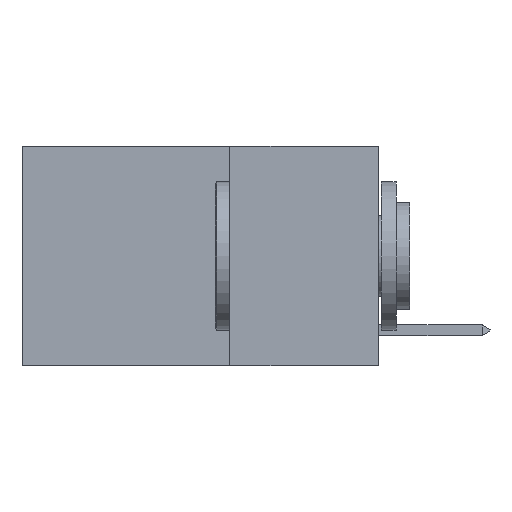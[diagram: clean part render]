
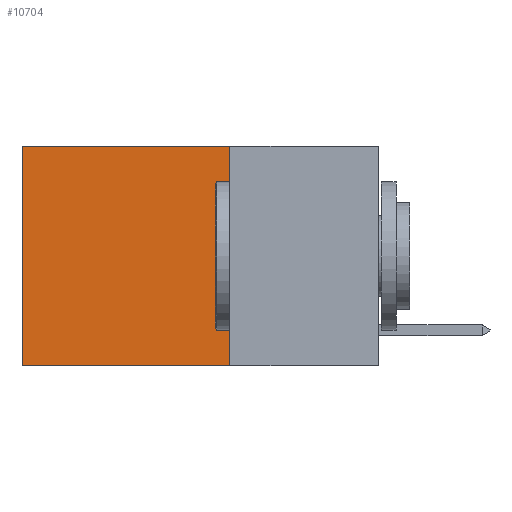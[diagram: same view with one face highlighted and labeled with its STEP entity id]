
A CAD part, left-side view. The second image highlights one B-rep face of the part: STEP entity #10704.
In plain terms, the highlighted planar face has unit normal (-1, 0, 0).
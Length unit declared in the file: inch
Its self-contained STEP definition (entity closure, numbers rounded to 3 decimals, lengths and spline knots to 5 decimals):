
#59 = VERTEX_POINT ( 'NONE', #12863 ) ;
#883 = EDGE_CURVE ( 'NONE', #10942, #11739, #9418, .T. ) ;
#1547 = VERTEX_POINT ( 'NONE', #6450 ) ;
#1583 = ORIENTED_EDGE ( 'NONE', *, *, #883, .T. ) ;
#1675 = LINE ( 'NONE', #12412, #4703 ) ;
#1988 = ORIENTED_EDGE ( 'NONE', *, *, #11575, .F. ) ;
#3386 = CARTESIAN_POINT ( 'NONE',  ( 0.2625, 0.25, 0. ) ) ;
#3479 = FACE_OUTER_BOUND ( 'NONE', #8299, .T. ) ;
#3950 = ORIENTED_EDGE ( 'NONE', *, *, #9559, .T. ) ;
#4703 = VECTOR ( 'NONE', #14005, 39.37008 ) ;
#4830 = EDGE_CURVE ( 'NONE', #1547, #11739, #11044, .T. ) ;
#5594 = VECTOR ( 'NONE', #9702, 39.37008 ) ;
#6450 = CARTESIAN_POINT ( 'NONE',  ( 0.2625, 0.25, -0.37 ) ) ;
#8299 = EDGE_LOOP ( 'NONE', ( #1583, #14729, #1988, #3950 ) ) ;
#8959 = CARTESIAN_POINT ( 'NONE',  ( 0.2625, 0.6, 0. ) ) ;
#9107 = VECTOR ( 'NONE', #15632, 39.37008 ) ;
#9199 = AXIS2_PLACEMENT_3D ( 'NONE', #3386, #10046, #11298 ) ;
#9418 = LINE ( 'NONE', #10766, #12706 ) ;
#9559 = EDGE_CURVE ( 'NONE', #59, #10942, #11810, .T. ) ;
#9702 = DIRECTION ( 'NONE',  ( 0., 1., 0. ) ) ;
#9958 = PLANE ( 'NONE',  #9199 ) ;
#10046 = DIRECTION ( 'NONE',  ( 1., 0., 0. ) ) ;
#10704 = ADVANCED_FACE ( 'NONE', ( #3479 ), #9958, .F. ) ;
#10766 = CARTESIAN_POINT ( 'NONE',  ( 0.2625, 0.6, 0. ) ) ;
#10942 = VERTEX_POINT ( 'NONE', #8959 ) ;
#11044 = LINE ( 'NONE', #15130, #5594 ) ;
#11298 = DIRECTION ( 'NONE',  ( 0., 0., -1. ) ) ;
#11575 = EDGE_CURVE ( 'NONE', #59, #1547, #1675, .T. ) ;
#11739 = VERTEX_POINT ( 'NONE', #13030 ) ;
#11810 = LINE ( 'NONE', #16975, #9107 ) ;
#12412 = CARTESIAN_POINT ( 'NONE',  ( 0.2625, 0.25, 0. ) ) ;
#12706 = VECTOR ( 'NONE', #16447, 39.37008 ) ;
#12863 = CARTESIAN_POINT ( 'NONE',  ( 0.2625, 0.25, 0. ) ) ;
#13030 = CARTESIAN_POINT ( 'NONE',  ( 0.2625, 0.6, -0.37 ) ) ;
#14005 = DIRECTION ( 'NONE',  ( 0., 0., -1. ) ) ;
#14729 = ORIENTED_EDGE ( 'NONE', *, *, #4830, .F. ) ;
#15130 = CARTESIAN_POINT ( 'NONE',  ( 0.2625, 0.25, -0.37 ) ) ;
#15632 = DIRECTION ( 'NONE',  ( 0., 1., 0. ) ) ;
#16447 = DIRECTION ( 'NONE',  ( 0., 0., -1. ) ) ;
#16975 = CARTESIAN_POINT ( 'NONE',  ( 0.2625, 0.25, 0. ) ) ;
